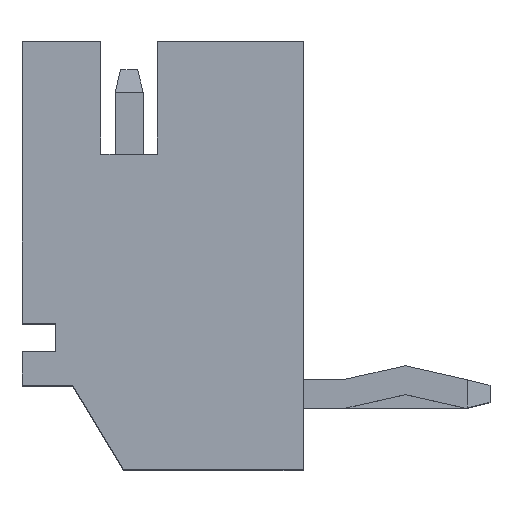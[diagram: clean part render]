
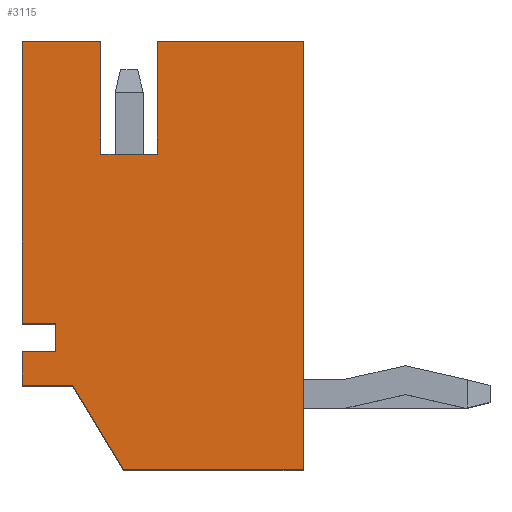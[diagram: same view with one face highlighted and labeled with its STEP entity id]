
A CAD part, top view. The second image highlights one B-rep face of the part: STEP entity #3115.
In plain terms, the highlighted planar face has unit normal (0, 0, 1).
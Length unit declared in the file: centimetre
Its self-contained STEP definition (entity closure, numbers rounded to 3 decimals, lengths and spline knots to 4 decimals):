
#207=FACE_OUTER_BOUND('',#371,.T.);
#371=EDGE_LOOP('',(#2779,#2780,#2781,#2782,#2783,#2784,#2785,#2786,#2787,
#2788,#2789,#2790,#2791,#2792));
#614=LINE('',#4597,#1030);
#707=LINE('',#4797,#1123);
#714=LINE('',#4809,#1130);
#734=LINE('',#4846,#1150);
#743=LINE('',#4863,#1159);
#745=LINE('',#4867,#1161);
#746=LINE('',#4869,#1162);
#762=LINE('',#4901,#1178);
#764=LINE('',#4904,#1180);
#771=LINE('',#4919,#1187);
#774=LINE('',#4925,#1190);
#777=LINE('',#4931,#1193);
#780=LINE('',#4935,#1196);
#788=LINE('',#4951,#1204);
#1030=VECTOR('',#3757,0.09);
#1123=VECTOR('',#3938,0.14);
#1130=VECTOR('',#3947,0.5);
#1150=VECTOR('',#3977,0.26);
#1159=VECTOR('',#3988,0.2);
#1161=VECTOR('',#3992,0.1);
#1162=VECTOR('',#3995,0.2);
#1178=VECTOR('',#4023,0.32);
#1180=VECTOR('',#4027,0.76);
#1187=VECTOR('',#4042,0.06);
#1190=VECTOR('',#4047,0.06);
#1193=VECTOR('',#4052,0.05);
#1196=VECTOR('',#4057,0.06);
#1204=VECTOR('',#4075,0.1749);
#1371=VERTEX_POINT('',#4594);
#1372=VERTEX_POINT('',#4596);
#1434=VERTEX_POINT('',#4794);
#1435=VERTEX_POINT('',#4796);
#1439=VERTEX_POINT('',#4807);
#1450=VERTEX_POINT('',#4843);
#1451=VERTEX_POINT('',#4845);
#1458=VERTEX_POINT('',#4861);
#1459=VERTEX_POINT('',#4865);
#1468=VERTEX_POINT('',#4898);
#1469=VERTEX_POINT('',#4900);
#1473=VERTEX_POINT('',#4918);
#1475=VERTEX_POINT('',#4924);
#1477=VERTEX_POINT('',#4930);
#1740=EDGE_CURVE('',#1372,#1371,#614,.T.);
#1837=EDGE_CURVE('',#1435,#1434,#707,.T.);
#1844=EDGE_CURVE('',#1434,#1439,#714,.T.);
#1864=EDGE_CURVE('',#1451,#1450,#734,.T.);
#1873=EDGE_CURVE('',#1450,#1458,#743,.T.);
#1875=EDGE_CURVE('',#1458,#1459,#745,.T.);
#1876=EDGE_CURVE('',#1459,#1435,#746,.T.);
#1892=EDGE_CURVE('',#1469,#1468,#762,.T.);
#1894=EDGE_CURVE('',#1468,#1451,#764,.T.);
#1901=EDGE_CURVE('',#1473,#1372,#771,.T.);
#1904=EDGE_CURVE('',#1475,#1473,#774,.T.);
#1907=EDGE_CURVE('',#1477,#1475,#777,.T.);
#1910=EDGE_CURVE('',#1439,#1477,#780,.T.);
#1918=EDGE_CURVE('',#1371,#1469,#788,.T.);
#2779=ORIENTED_EDGE('',*,*,#1740,.T.);
#2780=ORIENTED_EDGE('',*,*,#1918,.T.);
#2781=ORIENTED_EDGE('',*,*,#1892,.T.);
#2782=ORIENTED_EDGE('',*,*,#1894,.T.);
#2783=ORIENTED_EDGE('',*,*,#1864,.T.);
#2784=ORIENTED_EDGE('',*,*,#1873,.T.);
#2785=ORIENTED_EDGE('',*,*,#1875,.T.);
#2786=ORIENTED_EDGE('',*,*,#1876,.T.);
#2787=ORIENTED_EDGE('',*,*,#1837,.T.);
#2788=ORIENTED_EDGE('',*,*,#1844,.T.);
#2789=ORIENTED_EDGE('',*,*,#1910,.T.);
#2790=ORIENTED_EDGE('',*,*,#1907,.T.);
#2791=ORIENTED_EDGE('',*,*,#1904,.T.);
#2792=ORIENTED_EDGE('',*,*,#1901,.T.);
#2956=PLANE('',#3298);
#3115=ADVANCED_FACE('',(#207),#2956,.T.);
#3298=AXIS2_PLACEMENT_3D('',#4952,#4076,#4077);
#3757=DIRECTION('',(1.,0.,0.));
#3938=DIRECTION('',(-1.,0.,0.));
#3947=DIRECTION('',(0.,-1.,0.));
#3977=DIRECTION('',(-1.,0.,0.));
#3988=DIRECTION('',(0.,-1.,0.));
#3992=DIRECTION('',(-1.,0.,0.));
#3995=DIRECTION('',(0.,1.,0.));
#4023=DIRECTION('',(1.,0.,0.));
#4027=DIRECTION('',(0.,1.,0.));
#4042=DIRECTION('',(0.,-1.,0.));
#4047=DIRECTION('',(-1.,0.,0.));
#4052=DIRECTION('',(0.,-1.,0.));
#4057=DIRECTION('',(1.,0.,0.));
#4075=DIRECTION('',(0.514,-0.857,0.));
#4076=DIRECTION('center_axis',(0.,0.,
1.));
#4077=DIRECTION('ref_axis',(1.,0.,0.));
#4594=CARTESIAN_POINT('',(-1.5467,-0.2915,0.2926));
#4596=CARTESIAN_POINT('',(-1.6367,-0.2915,0.2926));
#4597=CARTESIAN_POINT('',(-1.6367,-0.2915,0.2926));
#4794=CARTESIAN_POINT('',(-1.6367,0.3185,0.2926));
#4796=CARTESIAN_POINT('',(-1.4967,0.3185,0.2926));
#4797=CARTESIAN_POINT('',(-1.4967,0.3185,0.2926));
#4807=CARTESIAN_POINT('',(-1.6367,-0.1815,0.2926));
#4809=CARTESIAN_POINT('',(-1.6367,0.3185,0.2926));
#4843=CARTESIAN_POINT('',(-1.3967,0.3185,0.2926));
#4845=CARTESIAN_POINT('',(-1.1367,0.3185,0.2926));
#4846=CARTESIAN_POINT('',(-1.1367,0.3185,0.2926));
#4861=CARTESIAN_POINT('',(-1.3967,0.1185,0.2926));
#4863=CARTESIAN_POINT('',(-1.3967,0.3185,0.2926));
#4865=CARTESIAN_POINT('',(-1.4967,0.1185,0.2926));
#4867=CARTESIAN_POINT('',(-1.3967,0.1185,0.2926));
#4869=CARTESIAN_POINT('',(-1.4967,0.1185,0.2926));
#4898=CARTESIAN_POINT('',(-1.1367,-0.4415,0.2926));
#4900=CARTESIAN_POINT('',(-1.4567,-0.4415,0.2926));
#4901=CARTESIAN_POINT('',(-1.4567,-0.4415,0.2926));
#4904=CARTESIAN_POINT('',(-1.1367,-0.4415,0.2926));
#4918=CARTESIAN_POINT('',(-1.6367,-0.2315,0.2926));
#4919=CARTESIAN_POINT('',(-1.6367,-0.2315,0.2926));
#4924=CARTESIAN_POINT('',(-1.5767,-0.2315,0.2926));
#4925=CARTESIAN_POINT('',(-1.5767,-0.2315,0.2926));
#4930=CARTESIAN_POINT('',(-1.5767,-0.1815,0.2926));
#4931=CARTESIAN_POINT('',(-1.5767,-0.1815,0.2926));
#4935=CARTESIAN_POINT('',(-1.6367,-0.1815,0.2926));
#4951=CARTESIAN_POINT('',(-1.5467,-0.2915,0.2926));
#4952=CARTESIAN_POINT('Origin',(-1.3933,-0.0229,0.2926));
